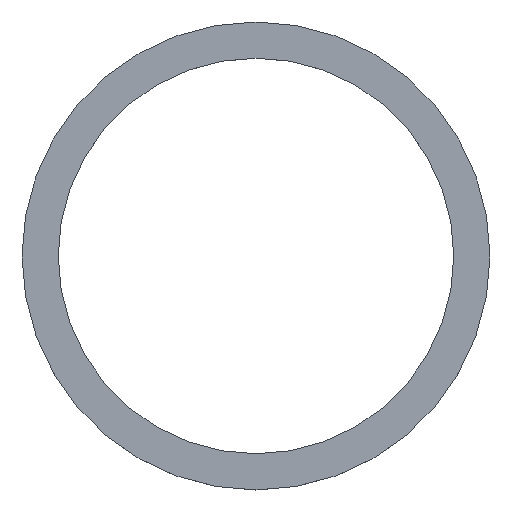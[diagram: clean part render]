
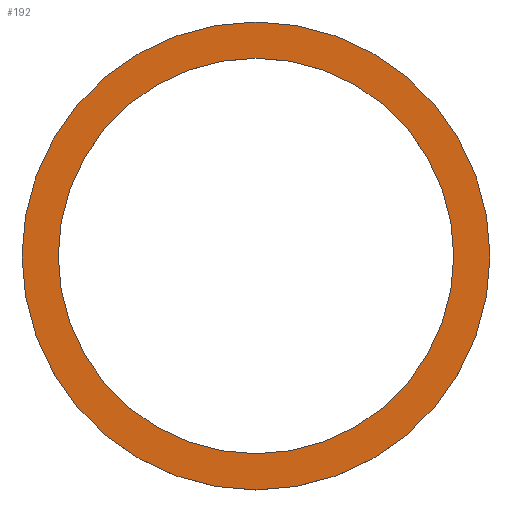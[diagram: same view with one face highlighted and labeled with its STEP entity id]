
A CAD part, top view. The second image highlights one B-rep face of the part: STEP entity #192.
In plain terms, the highlighted planar face has unit normal (0, 0, 1).
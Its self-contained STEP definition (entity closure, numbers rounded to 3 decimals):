
#29=CARTESIAN_POINT('',(0.,0.,40.));
#30=DIRECTION('',(0.,0.,-1.));
#31=DIRECTION('',(0.,1.,0.));
#32=AXIS2_PLACEMENT_3D('',#29,#30,#31);
#34=CARTESIAN_POINT('',(0.,0.,40.));
#35=DIRECTION('',(0.,0.,-1.));
#36=DIRECTION('',(0.,-1.,0.));
#37=AXIS2_PLACEMENT_3D('',#34,#35,#36);
#39=CARTESIAN_POINT('',(0.,0.,40.));
#40=DIRECTION('',(0.,0.,1.));
#41=DIRECTION('',(0.,1.,0.));
#42=AXIS2_PLACEMENT_3D('',#39,#40,#41);
#44=CARTESIAN_POINT('',(0.,0.,40.));
#45=DIRECTION('',(0.,0.,1.));
#46=DIRECTION('',(0.,-1.,0.));
#47=AXIS2_PLACEMENT_3D('',#44,#45,#46);
#107=CARTESIAN_POINT('',(0.,355.,40.));
#108=CARTESIAN_POINT('',(0.,-355.,40.));
#109=VERTEX_POINT('',#107);
#110=VERTEX_POINT('',#108);
#111=CARTESIAN_POINT('',(0.,420.,40.));
#112=CARTESIAN_POINT('',(0.,-420.,40.));
#113=VERTEX_POINT('',#111);
#114=VERTEX_POINT('',#112);
#177=CARTESIAN_POINT('',(0.,0.,40.));
#178=DIRECTION('',(0.,0.,1.));
#179=DIRECTION('',(0.,1.,0.));
#180=AXIS2_PLACEMENT_3D('',#177,#178,#179);
#181=PLANE('',#180);
#182=ORIENTED_EDGE('',*,*,#157,.F.);
#183=ORIENTED_EDGE('',*,*,#171,.F.);
#184=EDGE_LOOP('',(#182,#183));
#185=FACE_OUTER_BOUND('',#184,.F.);
#187=ORIENTED_EDGE('',*,*,#186,.F.);
#189=ORIENTED_EDGE('',*,*,#188,.F.);
#190=EDGE_LOOP('',(#187,#189));
#191=FACE_BOUND('',#190,.F.);
#192=ADVANCED_FACE('',(#185,#191),#181,.T.);
#33=CIRCLE('',#32,355.);
#38=CIRCLE('',#37,355.);
#43=CIRCLE('',#42,420.);
#48=CIRCLE('',#47,420.);
#157=EDGE_CURVE('',#113,#114,#43,.T.);
#171=EDGE_CURVE('',#114,#113,#48,.T.);
#186=EDGE_CURVE('',#109,#110,#33,.T.);
#188=EDGE_CURVE('',#110,#109,#38,.T.);
